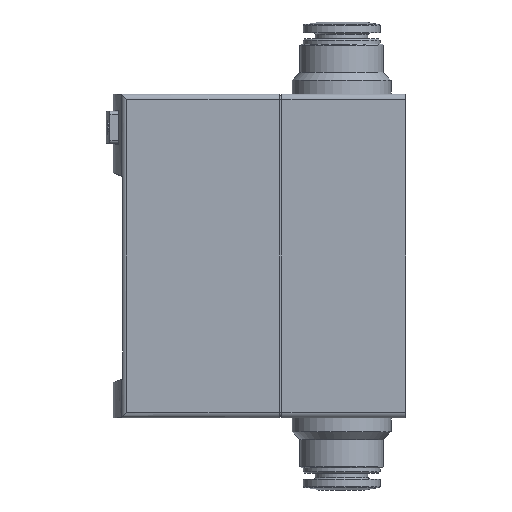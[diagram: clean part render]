
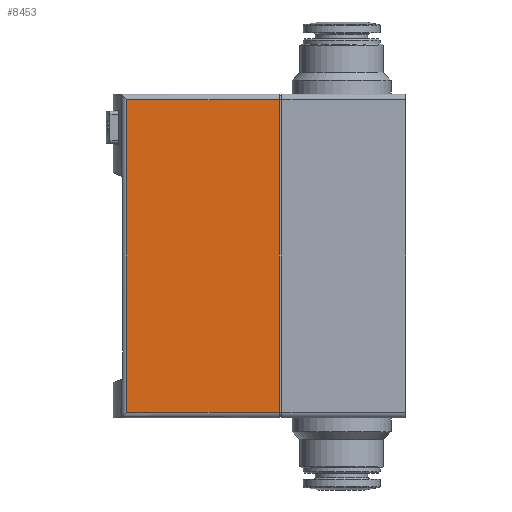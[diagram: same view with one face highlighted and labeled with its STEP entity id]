
A CAD part, left-side view. The second image highlights one B-rep face of the part: STEP entity #8453.
In plain terms, the highlighted planar face has unit normal (-1, 0, 0).
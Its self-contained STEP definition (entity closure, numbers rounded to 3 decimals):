
#712=ORIENTED_EDGE('',*,*,#2429,.T.);
#713=ORIENTED_EDGE('',*,*,#2430,.T.);
#714=ORIENTED_EDGE('',*,*,#2431,.F.);
#715=ORIENTED_EDGE('',*,*,#2427,.T.);
#2427=EDGE_CURVE('',#3271,#3270,#3814,.T.);
#2429=EDGE_CURVE('',#3270,#3272,#3815,.T.);
#2430=EDGE_CURVE('',#3272,#3273,#3816,.T.);
#2431=EDGE_CURVE('',#3271,#3273,#3817,.T.);
#3270=VERTEX_POINT('',#11736);
#3271=VERTEX_POINT('',#11738);
#3272=VERTEX_POINT('',#11742);
#3273=VERTEX_POINT('',#11744);
#3814=LINE('',#11737,#4428);
#3815=LINE('',#11741,#4429);
#3816=LINE('',#11743,#4430);
#3817=LINE('',#11745,#4431);
#4428=VECTOR('',#9759,1000.);
#4429=VECTOR('',#9764,1000.);
#4430=VECTOR('',#9765,1000.);
#4431=VECTOR('',#9766,1000.);
#4911=EDGE_LOOP('',(#712,#713,#714,#715));
#5339=FACE_BOUND('',#4911,.T.);
#5748=PLANE('',#8889);
#8453=ADVANCED_FACE('',(#5339),#5748,.F.);
#8889=AXIS2_PLACEMENT_3D('',#11740,#9762,#9763);
#9759=DIRECTION('',(0.,0.,-1.));
#9762=DIRECTION('',(1.,0.,0.));
#9763=DIRECTION('',(0.,0.,-1.));
#9764=DIRECTION('',(0.,-1.,0.));
#9765=DIRECTION('',(0.,0.,1.));
#9766=DIRECTION('',(0.,-1.,0.));
#11736=CARTESIAN_POINT('',(-10.,49.984,-28.));
#11737=CARTESIAN_POINT('',(-10.,49.984,29.));
#11738=CARTESIAN_POINT('',(-10.,49.984,28.));
#11740=CARTESIAN_POINT('',(-10.,52.5,-28.));
#11741=CARTESIAN_POINT('',(-10.,52.5,-28.));
#11742=CARTESIAN_POINT('',(-10.,22.7,-28.));
#11743=CARTESIAN_POINT('',(-10.,22.7,-28.));
#11744=CARTESIAN_POINT('',(-10.,22.7,28.));
#11745=CARTESIAN_POINT('',(-10.,52.5,28.));
